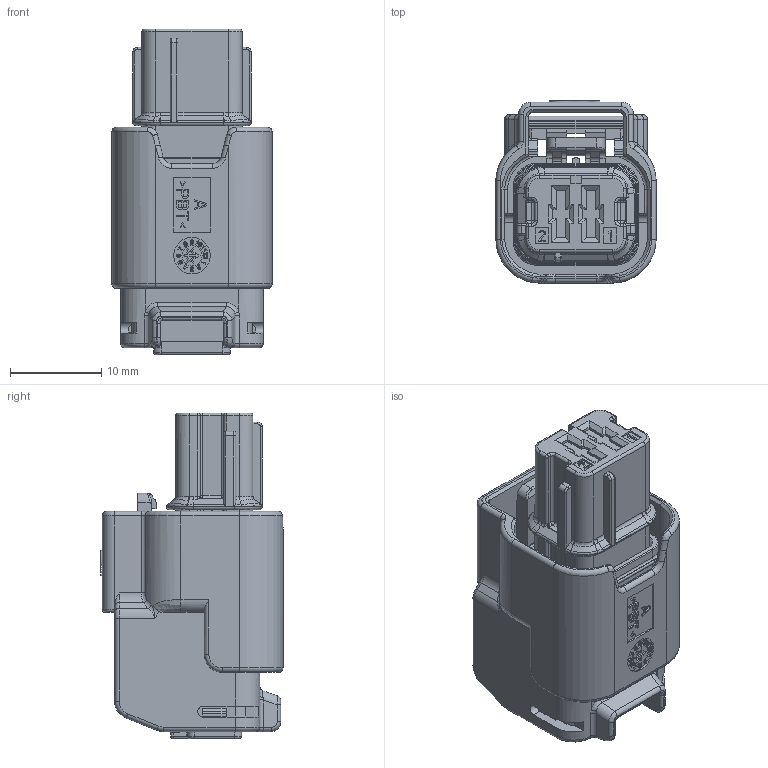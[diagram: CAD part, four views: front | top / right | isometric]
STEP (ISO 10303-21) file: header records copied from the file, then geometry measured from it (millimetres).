
FILE_DESCRIPTION((''),'2;1');
FILE_NAME('CU_KH1200001','2020-08-18T13:12:30',('parkkh'),(''),'CREO PARAMETRIC BY PTC INC, 2017380','CREO PARAMETRIC BY PTC INC, 2017380','');
FILE_SCHEMA(('CONFIG_CONTROL_DESIGN'));
Length unit declared in the file: millimetre
Products named in the file (1): CU_KH1200001
Bounding box: 17.6 x 20 x 35.8 mm (x, y, z)
Volume: 5707.5 mm3; surface area: 5044.4 mm2
Topology: 1 solids, 10 shells, 1893 faces, 4891 edges, 3069 vertices
Faces by surface type: plane 963, cylinder 446, extrusion 176, torus 138, bspline 100, cone 54, sphere 16
Entity records: 61921 total; most frequent: CARTESIAN_POINT 16993, ORIENTED_EDGE 9774, DIRECTION 8502, EDGE_CURVE 4887, VECTOR 3388, LINE 3212, VERTEX_POINT 3069, AXIS2_PLACEMENT_3D 2557
